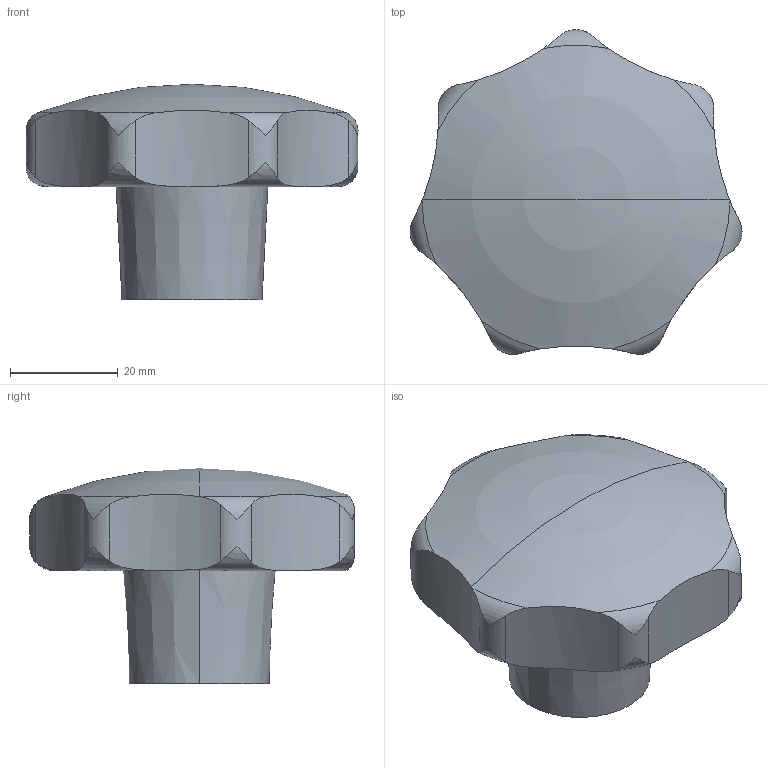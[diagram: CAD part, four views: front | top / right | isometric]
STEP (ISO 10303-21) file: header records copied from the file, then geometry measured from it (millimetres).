
FILE_DESCRIPTION(('STEP AP214'),'1');
FILE_NAME('HALDERN_EH_24670_0263.stp','2017-08-10T07:43:29',('TraceParts'),('TraceParts S.A.'),'Spatial InterOp 3D',' ',' ');
FILE_SCHEMA(('automotive_design'));
Length unit declared in the file: millimetre
Products named in the file (1): HALDERN_EH_24670_0263
Bounding box: 61.65 x 60.33 x 40 mm (x, y, z)
Volume: 41575.6 mm3; surface area: 12285.4 mm2
Topology: 1 solids, 1 shells, 43 faces, 126 edges, 84 vertices
Faces by surface type: cylinder 19, torus 11, cone 8, plane 3, sphere 2
Entity records: 2221 total; most frequent: CARTESIAN_POINT 808, ORIENTED_EDGE 244, DIRECTION 185, EDGE_CURVE 122, VERTEX_POINT 84, AXIS2_PLACEMENT_3D 79, B_SPLINE_CURVE_WITH_KNOTS 60, EDGE_LOOP 46
